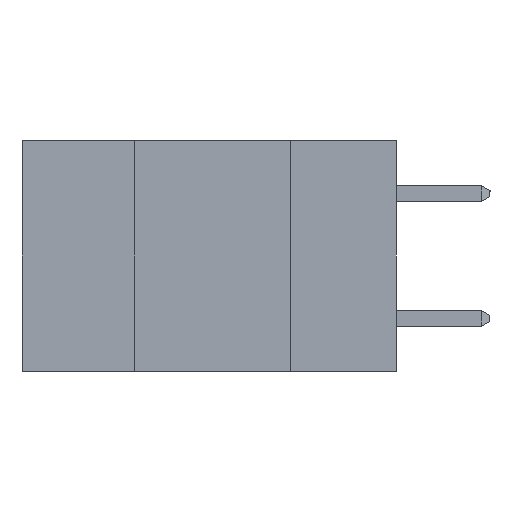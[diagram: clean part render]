
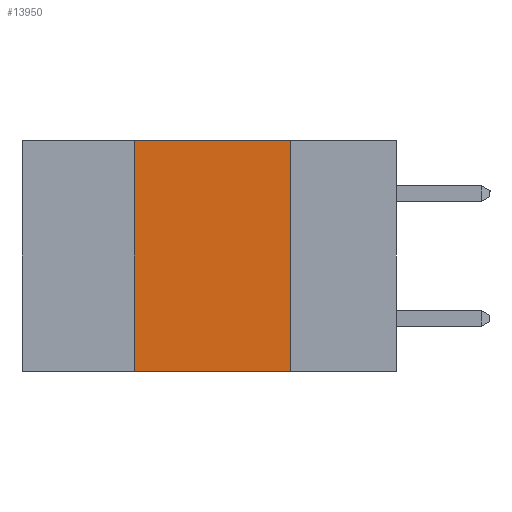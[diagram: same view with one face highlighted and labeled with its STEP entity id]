
A CAD part, left-side view. The second image highlights one B-rep face of the part: STEP entity #13950.
In plain terms, the highlighted planar face has unit normal (-1, 0, 0).
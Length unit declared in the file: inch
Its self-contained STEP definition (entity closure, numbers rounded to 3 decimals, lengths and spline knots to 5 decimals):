
#201 = CARTESIAN_POINT ( 'NONE',  ( 0., 0.17, 0. ) ) ;
#475 = PLANE ( 'NONE',  #19693 ) ;
#1976 = VECTOR ( 'NONE', #23977, 39.37008 ) ;
#4934 = CARTESIAN_POINT ( 'NONE',  ( 0., 0.6, 0. ) ) ;
#5296 = VERTEX_POINT ( 'NONE', #12759 ) ;
#5798 = DIRECTION ( 'NONE',  ( 0., 0., -1. ) ) ;
#6775 = DIRECTION ( 'NONE',  ( 0., -1., 0. ) ) ;
#8039 = CARTESIAN_POINT ( 'NONE',  ( 0., 0.17, -0.37 ) ) ;
#9551 = VECTOR ( 'NONE', #24080, 39.37008 ) ;
#10502 = CARTESIAN_POINT ( 'NONE',  ( 0., 0.17, -0.37 ) ) ;
#11104 = EDGE_CURVE ( 'NONE', #15932, #22547, #25066, .T. ) ;
#11982 = EDGE_CURVE ( 'NONE', #24168, #5296, #25937, .T. ) ;
#12759 = CARTESIAN_POINT ( 'NONE',  ( 0., 0.42, 0. ) ) ;
#13387 = DIRECTION ( 'NONE',  ( 0., 0., -1. ) ) ;
#13950 = ADVANCED_FACE ( 'NONE', ( #21849 ), #475, .F. ) ;
#14576 = CARTESIAN_POINT ( 'NONE',  ( 0., 0.42, -0.37 ) ) ;
#14966 = LINE ( 'NONE', #25785, #25267 ) ;
#15221 = ORIENTED_EDGE ( 'NONE', *, *, #11982, .F. ) ;
#15256 = CARTESIAN_POINT ( 'NONE',  ( 0., 0.42, -0.37 ) ) ;
#15506 = DIRECTION ( 'NONE',  ( 1., 0., 0. ) ) ;
#15932 = VERTEX_POINT ( 'NONE', #201 ) ;
#17202 = VECTOR ( 'NONE', #5798, 39.37008 ) ;
#17632 = CARTESIAN_POINT ( 'NONE',  ( 0., 0.6, 0. ) ) ;
#19693 = AXIS2_PLACEMENT_3D ( 'NONE', #17632, #15506, #13387 ) ;
#21001 = ORIENTED_EDGE ( 'NONE', *, *, #21109, .T. ) ;
#21109 = EDGE_CURVE ( 'NONE', #24168, #22547, #14966, .T. ) ;
#21849 = FACE_OUTER_BOUND ( 'NONE', #26822, .T. ) ;
#22547 = VERTEX_POINT ( 'NONE', #10502 ) ;
#23977 = DIRECTION ( 'NONE',  ( 0., 0., 1. ) ) ;
#24080 = DIRECTION ( 'NONE',  ( 0., -1., 0. ) ) ;
#24168 = VERTEX_POINT ( 'NONE', #14576 ) ;
#24481 = LINE ( 'NONE', #4934, #9551 ) ;
#25066 = LINE ( 'NONE', #8039, #17202 ) ;
#25267 = VECTOR ( 'NONE', #6775, 39.37008 ) ;
#25610 = ORIENTED_EDGE ( 'NONE', *, *, #27701, .F. ) ;
#25785 = CARTESIAN_POINT ( 'NONE',  ( 0., 0.6, -0.37 ) ) ;
#25937 = LINE ( 'NONE', #15256, #1976 ) ;
#26822 = EDGE_LOOP ( 'NONE', ( #26827, #25610, #15221, #21001 ) ) ;
#26827 = ORIENTED_EDGE ( 'NONE', *, *, #11104, .F. ) ;
#27701 = EDGE_CURVE ( 'NONE', #5296, #15932, #24481, .T. ) ;
